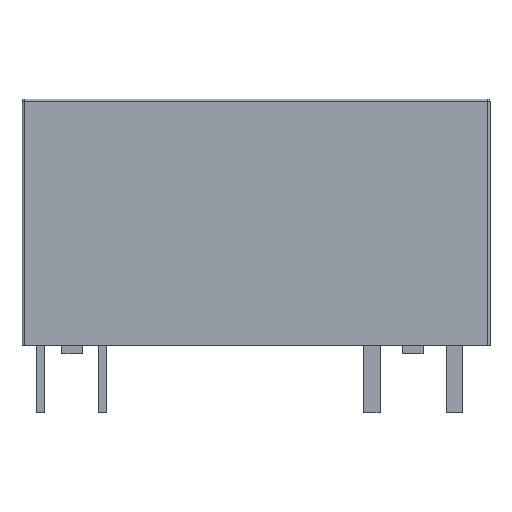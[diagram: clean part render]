
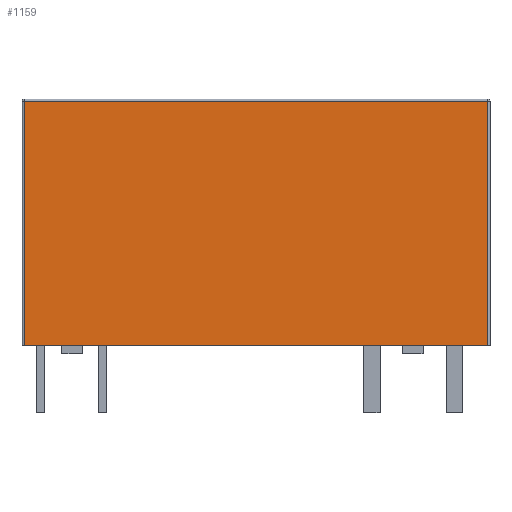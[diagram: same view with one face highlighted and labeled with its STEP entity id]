
A CAD part, front view. The second image highlights one B-rep face of the part: STEP entity #1159.
In plain terms, the highlighted planar face has unit normal (0, -1, 0).
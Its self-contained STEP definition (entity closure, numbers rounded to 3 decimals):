
#727=CARTESIAN_POINT('',(14.093,-2.79,15.359));
#728=VERTEX_POINT('',#727);
#797=CARTESIAN_POINT('',(-14.093,-2.79,15.359));
#798=VERTEX_POINT('',#797);
#946=CARTESIAN_POINT('',(-14.093,-2.79,0.508));
#947=VERTEX_POINT('',#946);
#955=CARTESIAN_POINT('',(-14.093,-2.79,0.508));
#956=DIRECTION('',(0.0,0.0,1.0));
#957=VECTOR('',#956,14.851);
#958=LINE('',#955,#957);
#959=EDGE_CURVE('',#947,#798,#958,.T.);
#977=CARTESIAN_POINT('',(-14.093,-2.79,15.359));
#978=DIRECTION('',(1.0,0.0,0.0));
#979=VECTOR('',#978,28.186);
#980=LINE('',#977,#979);
#981=EDGE_CURVE('',#798,#728,#980,.T.);
#1053=CARTESIAN_POINT('',(14.093,-2.79,0.508));
#1054=VERTEX_POINT('',#1053);
#1071=CARTESIAN_POINT('',(14.093,-2.79,15.359));
#1072=DIRECTION('',(0.0,0.0,-1.0));
#1073=VECTOR('',#1072,14.851);
#1074=LINE('',#1071,#1073);
#1075=EDGE_CURVE('',#728,#1054,#1074,.T.);
#1143=CARTESIAN_POINT('',(14.22,-2.79,0.508));
#1144=DIRECTION('',(0.0,-1.0,0.0));
#1145=DIRECTION('',(0.0,0.0,-1.0));
#1146=AXIS2_PLACEMENT_3D('',#1143,#1144,#1145);
#1147=PLANE('',#1146);
#1148=ORIENTED_EDGE('',*,*,#959,.F.);
#1149=CARTESIAN_POINT('',(14.093,-2.79,0.508));
#1150=DIRECTION('',(-1.0,0.0,0.0));
#1151=VECTOR('',#1150,28.186);
#1152=LINE('',#1149,#1151);
#1153=EDGE_CURVE('',#1054,#947,#1152,.T.);
#1154=ORIENTED_EDGE('',*,*,#1153,.F.);
#1155=ORIENTED_EDGE('',*,*,#1075,.F.);
#1156=ORIENTED_EDGE('',*,*,#981,.F.);
#1157=EDGE_LOOP('',(#1148,#1154,#1155,#1156));
#1158=FACE_OUTER_BOUND('',#1157,.T.);
#1159=ADVANCED_FACE('',(#1158),#1147,.T.);
